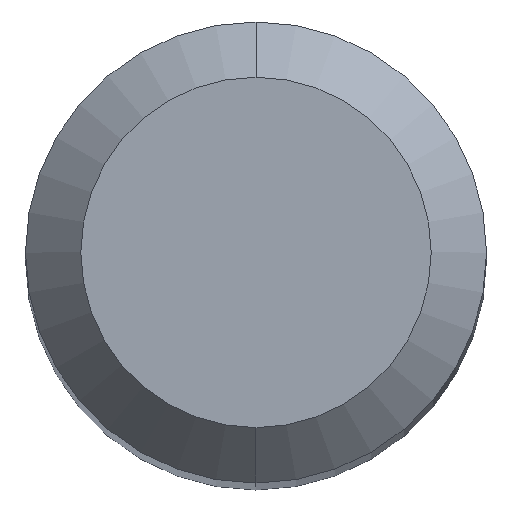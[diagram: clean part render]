
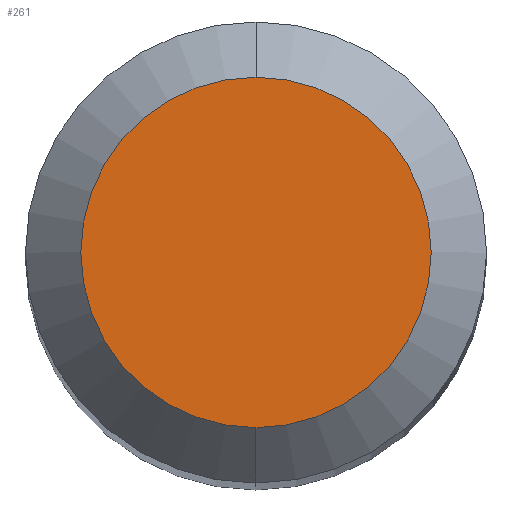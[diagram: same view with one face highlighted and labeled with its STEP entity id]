
A CAD part, top view. The second image highlights one B-rep face of the part: STEP entity #261.
In plain terms, the highlighted planar face has unit normal (0, 0, 1).
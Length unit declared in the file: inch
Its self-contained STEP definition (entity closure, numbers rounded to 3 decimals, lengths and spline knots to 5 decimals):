
#4 = VERTEX_POINT ( 'NONE', #327 ) ;
#25 = EDGE_CURVE ( 'NONE', #33, #4, #230, .T. ) ;
#27 = AXIS2_PLACEMENT_3D ( 'NONE', #325, #508, #515 ) ;
#33 = VERTEX_POINT ( 'NONE', #455 ) ;
#57 = AXIS2_PLACEMENT_3D ( 'NONE', #353, #357, #148 ) ;
#148 = DIRECTION ( 'NONE',  ( 0., -1., 0. ) ) ;
#203 = PLANE ( 'NONE',  #549 ) ;
#230 = CIRCLE ( 'NONE', #57, 0.0475 ) ;
#236 = ORIENTED_EDGE ( 'NONE', *, *, #25, .T. ) ;
#261 = ADVANCED_FACE ( 'NONE', ( #416 ), #203, .F. ) ;
#323 = EDGE_LOOP ( 'NONE', ( #236, #398 ) ) ;
#325 = CARTESIAN_POINT ( 'NONE',  ( 0., 0., 0. ) ) ;
#327 = CARTESIAN_POINT ( 'NONE',  ( 0., -0.0475, 0. ) ) ;
#333 = DIRECTION ( 'NONE',  ( 0., 0., -1. ) ) ;
#351 = DIRECTION ( 'NONE',  ( 0., 1., 0. ) ) ;
#353 = CARTESIAN_POINT ( 'NONE',  ( 0., 0., 0. ) ) ;
#357 = DIRECTION ( 'NONE',  ( 0., 0., 1. ) ) ;
#398 = ORIENTED_EDGE ( 'NONE', *, *, #566, .T. ) ;
#416 = FACE_OUTER_BOUND ( 'NONE', #323, .T. ) ;
#418 = CIRCLE ( 'NONE', #27, 0.0475 ) ;
#455 = CARTESIAN_POINT ( 'NONE',  ( 0., 0.0475, 0. ) ) ;
#508 = DIRECTION ( 'NONE',  ( 0., 0., 1. ) ) ;
#515 = DIRECTION ( 'NONE',  ( 0., -1., 0. ) ) ;
#549 = AXIS2_PLACEMENT_3D ( 'NONE', #556, #333, #351 ) ;
#556 = CARTESIAN_POINT ( 'NONE',  ( 0., 0.0475, 0. ) ) ;
#566 = EDGE_CURVE ( 'NONE', #4, #33, #418, .T. ) ;
